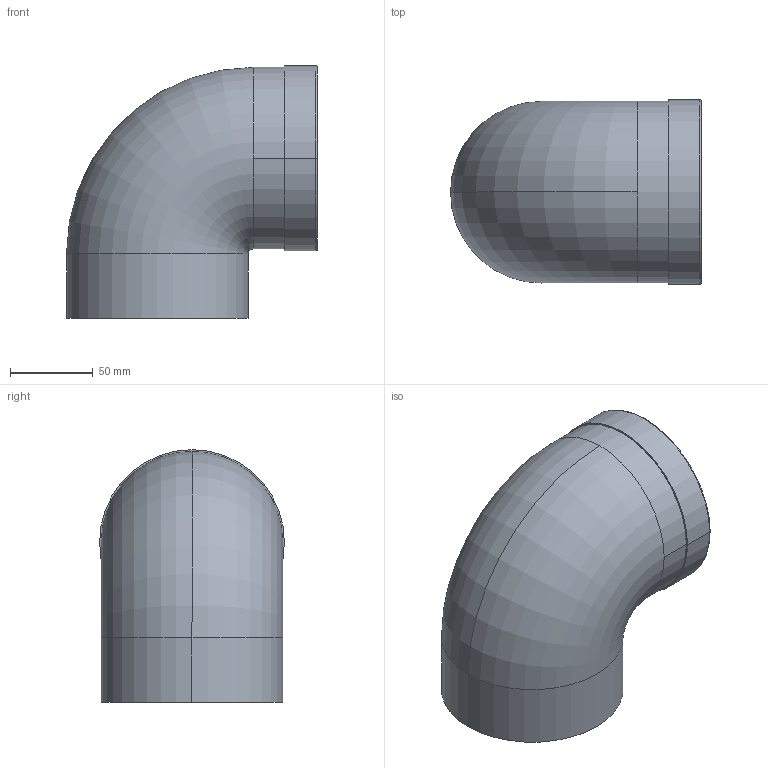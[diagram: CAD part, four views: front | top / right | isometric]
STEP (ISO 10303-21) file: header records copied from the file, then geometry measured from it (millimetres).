
FILE_DESCRIPTION(('STEP AP214'),'1');
FILE_NAME('cctmp_C270A7EB-DAD1-49C2-A47A-DECFED4B3096_2022_03_09_11_42_43_0208..stp','2022-03-09T10:42:43',('Praher Valves GmbH'),('CADClick - www.CADClick.com'),'Spatial InterOp 3D',' ','unknown authorization');
FILE_SCHEMA(('AUTOMOTIVE_DESIGN'));
Length unit declared in the file: millimetre
Products named in the file (1): 70824
Bounding box: 152 x 112 x 153 mm (x, y, z)
Volume: 650648.7 mm3; surface area: 112516.5 mm2
Topology: 1 solids, 1 shells, 24 faces, 52 edges, 33 vertices
Faces by surface type: cylinder 12, torus 6, plane 6
Entity records: 1158 total; most frequent: CARTESIAN_POINT 384, DIRECTION 134, ORIENTED_EDGE 104, AXIS2_PLACEMENT_3D 61, EDGE_CURVE 52, CIRCLE 36, VERTEX_POINT 33, EDGE_LOOP 29
